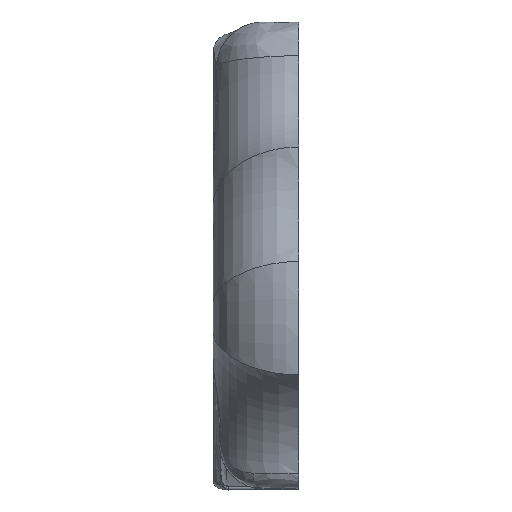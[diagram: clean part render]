
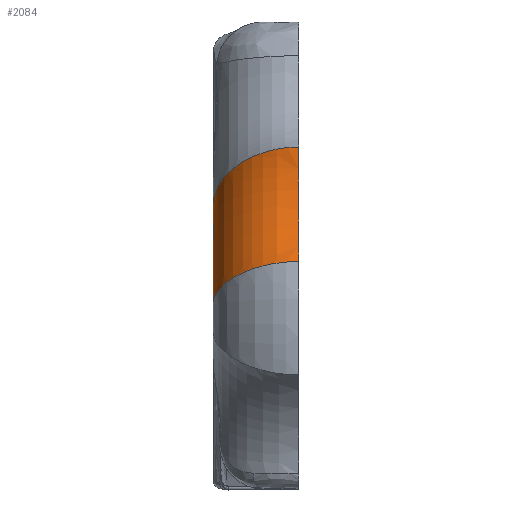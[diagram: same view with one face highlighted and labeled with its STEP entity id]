
A CAD part, left-side view. The second image highlights one B-rep face of the part: STEP entity #2084.
In plain terms, the highlighted toroidal (fillet/blend) face has major radius 40.787 mm and minor radius 15 mm.
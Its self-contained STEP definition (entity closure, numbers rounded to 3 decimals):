
#70=TOROIDAL_SURFACE('',#2295,40.787,15.);
#144=CIRCLE('',#2214,25.787);
#166=CIRCLE('',#2245,40.787);
#449=FACE_OUTER_BOUND('',#580,.T.);
#580=EDGE_LOOP('',(#1542,#1543,#1544,#1545));
#724=B_SPLINE_CURVE_WITH_KNOTS('',3,(#4635,#4636,#4637,#4638,#4639,#4640,
#4641,#4642,#4643,#4644,#4645,#4646,#4647,#4648),.UNSPECIFIED.,.F.,.F.,
(4,2,2,2,2,2,4),(2.43,2.985,3.557,4.162,
4.51,4.859,4.861),.UNSPECIFIED.);
#725=B_SPLINE_CURVE_WITH_KNOTS('',3,(#4650,#4651,#4652,#4653,#4654,#4655,
#4656,#4657,#4658,#4659,#4660,#4661,#4662,#4663),.UNSPECIFIED.,.F.,.F.,
(4,2,2,2,2,2,4),(2.509,2.518,3.023,3.629,
4.338,5.018,5.02),.UNSPECIFIED.);
#827=VERTEX_POINT('',#3363);
#828=VERTEX_POINT('',#3365);
#871=VERTEX_POINT('',#3560);
#875=VERTEX_POINT('',#3579);
#1042=EDGE_CURVE('',#828,#827,#144,.T.);
#1096=EDGE_CURVE('',#875,#871,#166,.F.);
#1175=EDGE_CURVE('',#875,#828,#724,.F.);
#1176=EDGE_CURVE('',#871,#827,#725,.F.);
#1542=ORIENTED_EDGE('',*,*,#1175,.T.);
#1543=ORIENTED_EDGE('',*,*,#1042,.T.);
#1544=ORIENTED_EDGE('',*,*,#1176,.F.);
#1545=ORIENTED_EDGE('',*,*,#1096,.F.);
#2084=ADVANCED_FACE('',(#449),#70,.T.);
#2214=AXIS2_PLACEMENT_3D('',#3366,#2443,#2444);
#2245=AXIS2_PLACEMENT_3D('',#3581,#2528,#2529);
#2295=AXIS2_PLACEMENT_3D('',#4649,#2646,#2647);
#2443=DIRECTION('center_axis',(0.,-1.,0.));
#2444=DIRECTION('ref_axis',(0.,0.,-1.));
#2528=DIRECTION('center_axis',(0.,1.,0.));
#2529=DIRECTION('ref_axis',(0.,0.,1.));
#2646=DIRECTION('center_axis',(0.,1.,0.));
#2647=DIRECTION('ref_axis',(0.,0.,1.));
#3363=CARTESIAN_POINT('',(-45.004,0.,20.107));
#3365=CARTESIAN_POINT('',(-54.651,0.,-0.004));
#3366=CARTESIAN_POINT('Origin',(-70.791,0.,20.107));
#3560=CARTESIAN_POINT('',(-31.252,15.,10.096));
#3579=CARTESIAN_POINT('',(-40.601,15.,-7.318));
#3581=CARTESIAN_POINT('Origin',(-70.791,15.,20.107));
#4635=CARTESIAN_POINT('Ctrl Pts',(-54.651,0.,-0.004));
#4636=CARTESIAN_POINT('Ctrl Pts',(-54.651,1.847,-0.004));
#4637=CARTESIAN_POINT('Ctrl Pts',(-54.344,3.67,-0.195));
#4638=CARTESIAN_POINT('Ctrl Pts',(-53.132,7.144,-0.926));
#4639=CARTESIAN_POINT('Ctrl Pts',(-52.222,8.747,-1.466));
#4640=CARTESIAN_POINT('Ctrl Pts',(-49.85,11.566,-2.803));
#4641=CARTESIAN_POINT('Ctrl Pts',(-48.38,12.727,-3.6));
#4642=CARTESIAN_POINT('Ctrl Pts',(-45.795,14.029,-4.91));
#4643=CARTESIAN_POINT('Ctrl Pts',(-44.801,14.39,-5.398));
#4644=CARTESIAN_POINT('Ctrl Pts',(-42.744,14.876,-6.367));
#4645=CARTESIAN_POINT('Ctrl Pts',(-41.687,14.999,-6.846));
#4646=CARTESIAN_POINT('Ctrl Pts',(-40.613,15.,-7.312));
#4647=CARTESIAN_POINT('Ctrl Pts',(-40.607,15.,-7.315));
#4648=CARTESIAN_POINT('Ctrl Pts',(-40.601,15.,-7.318));
#4649=CARTESIAN_POINT('Origin',(-70.791,0.,20.107));
#4650=CARTESIAN_POINT('Ctrl Pts',(-45.004,0.,
20.107));
#4651=CARTESIAN_POINT('Ctrl Pts',(-45.004,0.032,
20.107));
#4652=CARTESIAN_POINT('Ctrl Pts',(-45.004,0.064,
20.107));
#4653=CARTESIAN_POINT('Ctrl Pts',(-44.993,1.77,20.099));
#4654=CARTESIAN_POINT('Ctrl Pts',(-44.702,3.402,19.884));
#4655=CARTESIAN_POINT('Ctrl Pts',(-43.538,6.795,19.025));
#4656=CARTESIAN_POINT('Ctrl Pts',(-42.576,8.464,18.317));
#4657=CARTESIAN_POINT('Ctrl Pts',(-40.055,11.523,16.473));
#4658=CARTESIAN_POINT('Ctrl Pts',(-38.419,12.827,15.281));
#4659=CARTESIAN_POINT('Ctrl Pts',(-34.937,14.549,12.756));
#4660=CARTESIAN_POINT('Ctrl Pts',(-33.109,14.997,11.434));
#4661=CARTESIAN_POINT('Ctrl Pts',(-31.262,15.,10.103));
#4662=CARTESIAN_POINT('Ctrl Pts',(-31.257,15.,10.099));
#4663=CARTESIAN_POINT('Ctrl Pts',(-31.252,15.,10.096));
